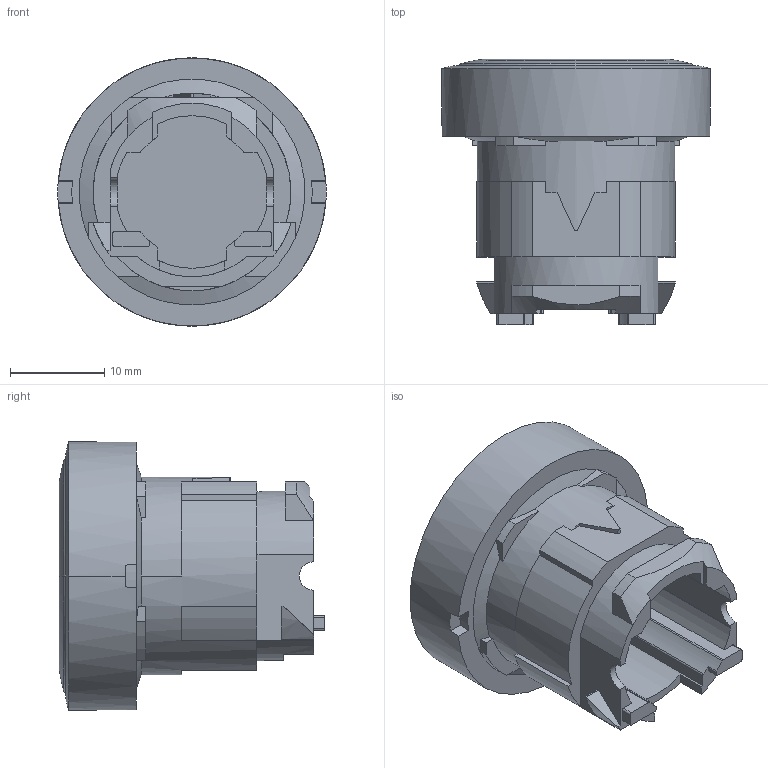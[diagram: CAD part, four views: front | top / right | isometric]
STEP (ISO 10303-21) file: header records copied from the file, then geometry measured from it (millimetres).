
FILE_DESCRIPTION((''),'2;1');
FILE_NAME('LA167-B4-BA2C','2024-01-17T',('Administrator'),('zyb.com'),'PRO/ENGINEER BY PARAMETRIC TECHNOLOGY CORPORATION, 2010280','PRO/ENGINEER BY PARAMETRIC TECHNOLOGY CORPORATION, 2010280','');
FILE_SCHEMA(('CONFIG_CONTROL_DESIGN','SHAPE_APPEARANCE_LAYERS_GROUPS'));
Length unit declared in the file: millimetre
Products named in the file (1): LA167-B4-BA2C
Bounding box: 28.5 x 28.2 x 28.5 mm (x, y, z)
Volume: 5027 mm3; surface area: 5404.3 mm2
Topology: 2 solids, 2 shells, 160 faces, 443 edges, 287 vertices
Faces by surface type: plane 86, cylinder 57, cone 9, torus 4, bspline 2, sphere 2
Entity records: 5317 total; most frequent: CARTESIAN_POINT 1034, DIRECTION 904, ORIENTED_EDGE 882, EDGE_CURVE 441, AXIS2_PLACEMENT_3D 333, VERTEX_POINT 287, VECTOR 238, LINE 238
